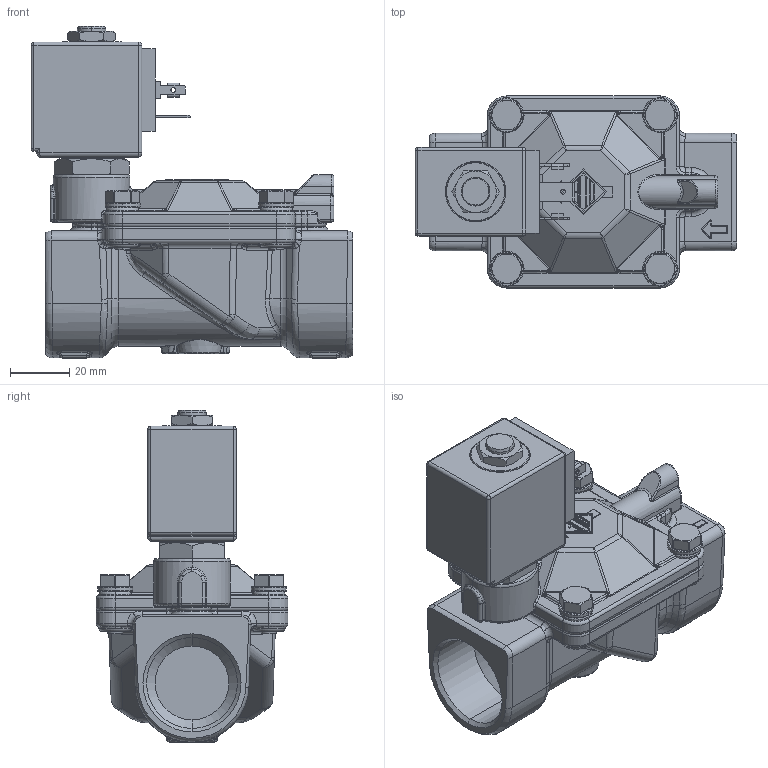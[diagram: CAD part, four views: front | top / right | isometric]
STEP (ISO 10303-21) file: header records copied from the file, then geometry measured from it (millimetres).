
FILE_DESCRIPTION((''),'2;1');
FILE_NAME('21WAKB250_BDA_INGOMBRO_ASM','2009-07-09T',('romeri'),('O.D.E.'),'PRO/ENGINEER BY PARAMETRIC TECHNOLOGY CORPORATION, 2005450','PRO/ENGINEER BY PARAMETRIC TECHNOLOGY CORPORATION, 2005450','');
FILE_SCHEMA(('CONFIG_CONTROL_DESIGN'));
Length unit declared in the file: millimetre
Products named in the file (9): 4500W4_INGOMBRO; 450461_INGOMBRO; 450603_INGOMBRO; ROSETTE_UNI_1751_M6; VITE_T_ESAGONALE_ISO_4_M6X16; BOBINA_8_W_INGOMBRO; 450145; 450146; 21WAKB250_BDA_INGOMBRO_ASM
Assembly tree (14 placements, depth 2):
  21WAKB250_BDA_INGOMBRO_ASM
    4500W4_INGOMBRO
    450461_INGOMBRO
    450603_INGOMBRO
    ROSETTE_UNI_1751_M6  x4
    VITE_T_ESAGONALE_ISO_4_M6X16  x4
    BOBINA_8_W_INGOMBRO
    450145
    450146
Bounding box: 109 x 65 x 112.4 mm (x, y, z)
Volume: 216948.4 mm3; surface area: 66222 mm2
Topology: 14 solids, 25 shells, 1744 faces, 3997 edges, 2337 vertices
Faces by surface type: cylinder 546, plane 418, bspline 396, torus 236, cone 95, sphere 53
Entity records: 73721 total; most frequent: CARTESIAN_POINT 23446, ORIENTED_EDGE 6856, DIRECTION 6143, PRESENTATION_STYLE_ASSIGNMENT 4472, EDGE_CURVE 3437, STYLED_ITEM 3262, CURVE_STYLE 3251, AXIS2_PLACEMENT_3D 2427
